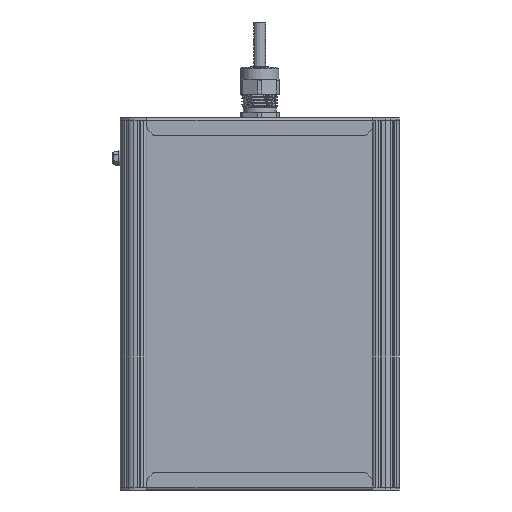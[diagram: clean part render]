
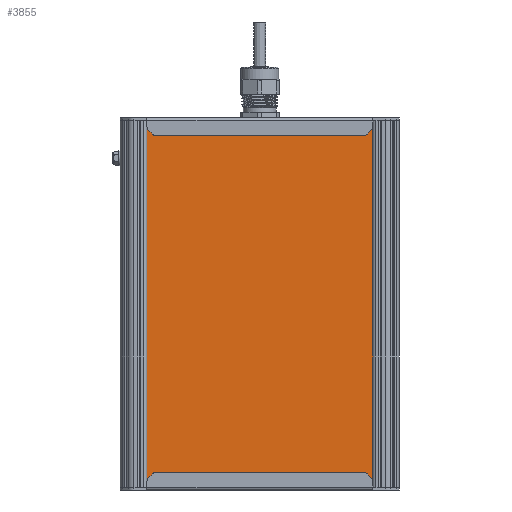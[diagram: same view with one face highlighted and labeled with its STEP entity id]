
A CAD part, front view. The second image highlights one B-rep face of the part: STEP entity #3855.
In plain terms, the highlighted face is planar.
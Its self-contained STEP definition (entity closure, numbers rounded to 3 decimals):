
#3855=ADVANCED_FACE('',(#8065),#8067,.T.);
#8065=FACE_BOUND('',#8066,.T.);
#8066=EDGE_LOOP('',(#37282,#37283,#37284,#37285));
#8067=PLANE('',#8068);
#8068=AXIS2_PLACEMENT_3D('',#8069,#8070,#8071);
#8069=CARTESIAN_POINT('',(2111.497,401.002,-34.582));
#8070=DIRECTION('',(0.,0.,-1.));
#8071=DIRECTION('',(0.,1.,0.));
#37282=ORIENTED_EDGE('',*,*,#43409,.T.);
#37283=ORIENTED_EDGE('',*,*,#43412,.F.);
#37284=ORIENTED_EDGE('',*,*,#43417,.F.);
#37285=ORIENTED_EDGE('',*,*,#43415,.T.);
#43409=EDGE_CURVE('',#47914,#47918,#47920,.T.);
#43412=EDGE_CURVE('',#47923,#47918,#47925,.T.);
#43415=EDGE_CURVE('',#47929,#47914,#47930,.T.);
#43417=EDGE_CURVE('',#47929,#47923,#47932,.T.);
#47914=VERTEX_POINT('',#57334);
#47918=VERTEX_POINT('',#57342);
#47920=LINE('',#57346,#57347);
#47923=VERTEX_POINT('',#57353);
#47925=LINE('',#57357,#57358);
#47929=VERTEX_POINT('',#57367);
#47930=LINE('',#57368,#57369);
#47932=LINE('',#57374,#57375);
#57334=CARTESIAN_POINT('',(2357.497,565.13,-34.582));
#57342=CARTESIAN_POINT('',(2357.497,401.002,-34.582));
#57346=CARTESIAN_POINT('',(2357.497,565.13,-34.582));
#57347=VECTOR('',#57348,1.);
#57348=DIRECTION('',(0.,-1.,0.));
#57353=CARTESIAN_POINT('',(2111.497,401.002,-34.582));
#57357=CARTESIAN_POINT('',(2111.497,401.002,-34.582));
#57358=VECTOR('',#57359,1.);
#57359=DIRECTION('',(1.,0.,0.));
#57367=CARTESIAN_POINT('',(2111.497,565.13,-34.582));
#57368=CARTESIAN_POINT('',(2111.497,565.13,-34.582));
#57369=VECTOR('',#57370,1.);
#57370=DIRECTION('',(1.,0.,0.));
#57374=CARTESIAN_POINT('',(2111.497,565.13,-34.582));
#57375=VECTOR('',#57376,1.);
#57376=DIRECTION('',(0.,-1.,0.));
